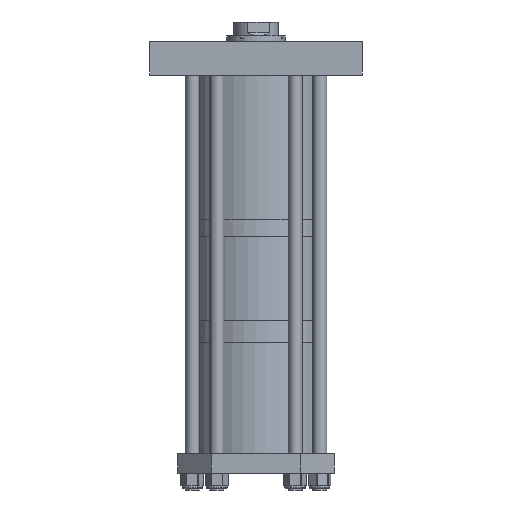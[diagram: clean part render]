
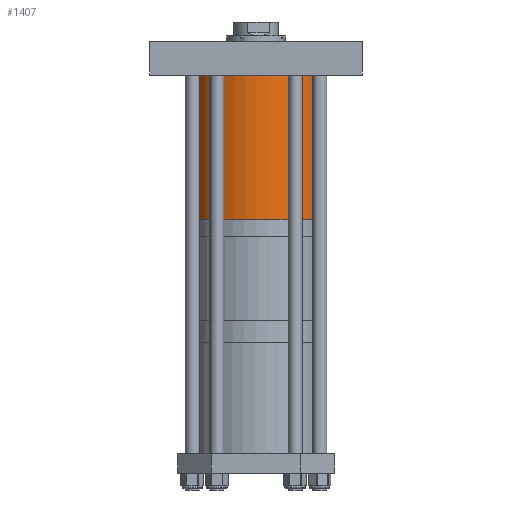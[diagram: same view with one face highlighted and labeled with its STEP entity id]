
A CAD part, front view. The second image highlights one B-rep face of the part: STEP entity #1407.
In plain terms, the highlighted cylindrical face has radius 152.4 mm (diameter 304.8 mm), a partial arc.
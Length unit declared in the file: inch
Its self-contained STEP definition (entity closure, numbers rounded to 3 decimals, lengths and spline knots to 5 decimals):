
#193 = AXIS2_PLACEMENT_3D ( 'NONE', #10991, #9213, #1137 ) ;
#490 = FACE_OUTER_BOUND ( 'NONE', #11356, .T. ) ;
#786 = DIRECTION ( 'NONE',  ( 0., 0., 1. ) ) ;
#1137 = DIRECTION ( 'NONE',  ( -1., 0., 0. ) ) ;
#1407 = ADVANCED_FACE ( 'NONE', ( #490 ), #1620, .T. ) ;
#1620 = CYLINDRICAL_SURFACE ( 'NONE', #193, 6. ) ;
#1712 = CARTESIAN_POINT ( 'NONE',  ( 6., 0., 12.95 ) ) ;
#1936 = AXIS2_PLACEMENT_3D ( 'NONE', #5388, #786, #10733 ) ;
#2133 = CARTESIAN_POINT ( 'NONE',  ( -6., 0., 12.95 ) ) ;
#2500 = ORIENTED_EDGE ( 'NONE', *, *, #7970, .F. ) ;
#2595 = CIRCLE ( 'NONE', #6959, 6. ) ;
#2766 = ORIENTED_EDGE ( 'NONE', *, *, #2842, .T. ) ;
#2842 = EDGE_CURVE ( 'NONE', #11461, #8226, #9301, .T. ) ;
#2885 = CARTESIAN_POINT ( 'NONE',  ( -6., 0., 0. ) ) ;
#3343 = VECTOR ( 'NONE', #9317, 39.37008 ) ;
#4099 = DIRECTION ( 'NONE',  ( 0., 0., 1. ) ) ;
#5146 = EDGE_CURVE ( 'NONE', #9199, #7906, #2595, .T. ) ;
#5388 = CARTESIAN_POINT ( 'NONE',  ( 0., 0., 0. ) ) ;
#5591 = LINE ( 'NONE', #6460, #9834 ) ;
#6460 = CARTESIAN_POINT ( 'NONE',  ( 6., 0., 12.95 ) ) ;
#6795 = DIRECTION ( 'NONE',  ( 1., 0., 0. ) ) ;
#6959 = AXIS2_PLACEMENT_3D ( 'NONE', #9601, #4099, #6795 ) ;
#7419 = DIRECTION ( 'NONE',  ( 0., 0., -1. ) ) ;
#7906 = VERTEX_POINT ( 'NONE', #1712 ) ;
#7970 = EDGE_CURVE ( 'NONE', #7906, #8226, #5591, .T. ) ;
#8226 = VERTEX_POINT ( 'NONE', #10170 ) ;
#8865 = CARTESIAN_POINT ( 'NONE',  ( -6., 0., 12.95 ) ) ;
#9032 = ORIENTED_EDGE ( 'NONE', *, *, #10193, .T. ) ;
#9199 = VERTEX_POINT ( 'NONE', #8865 ) ;
#9213 = DIRECTION ( 'NONE',  ( 0., 0., -1. ) ) ;
#9301 = CIRCLE ( 'NONE', #1936, 6. ) ;
#9317 = DIRECTION ( 'NONE',  ( 0., 0., -1. ) ) ;
#9601 = CARTESIAN_POINT ( 'NONE',  ( 0., 0., 12.95 ) ) ;
#9834 = VECTOR ( 'NONE', #7419, 39.37008 ) ;
#10170 = CARTESIAN_POINT ( 'NONE',  ( 6., 0., 0. ) ) ;
#10193 = EDGE_CURVE ( 'NONE', #9199, #11461, #10835, .T. ) ;
#10733 = DIRECTION ( 'NONE',  ( 1., 0., 0. ) ) ;
#10739 = ORIENTED_EDGE ( 'NONE', *, *, #5146, .F. ) ;
#10835 = LINE ( 'NONE', #2133, #3343 ) ;
#10991 = CARTESIAN_POINT ( 'NONE',  ( 0., 0., 12.95 ) ) ;
#11356 = EDGE_LOOP ( 'NONE', ( #2500, #10739, #9032, #2766 ) ) ;
#11461 = VERTEX_POINT ( 'NONE', #2885 ) ;
